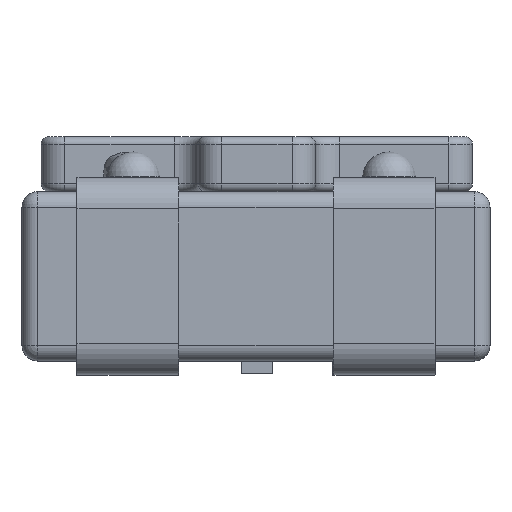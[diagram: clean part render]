
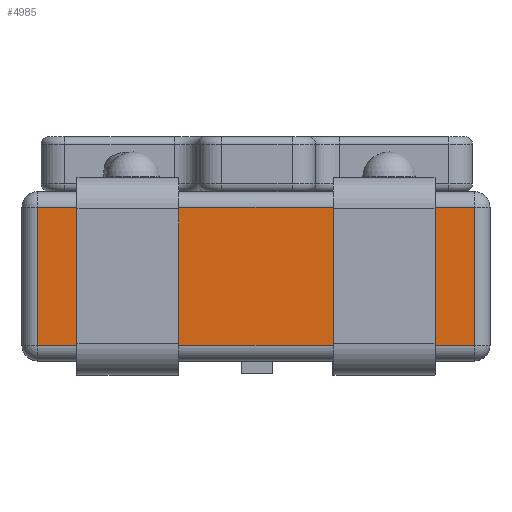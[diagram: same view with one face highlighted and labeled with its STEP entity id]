
A CAD part, front view. The second image highlights one B-rep face of the part: STEP entity #4985.
In plain terms, the highlighted planar face has unit normal (0, -1, 0).
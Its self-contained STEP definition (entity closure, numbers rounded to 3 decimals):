
#554=LINE('',#7444,#868);
#555=LINE('',#7447,#869);
#556=LINE('',#7449,#870);
#557=LINE('',#7451,#871);
#868=VECTOR('',#6106,1000.);
#869=VECTOR('',#6107,1000.);
#870=VECTOR('',#6108,1000.);
#871=VECTOR('',#6109,1000.);
#1286=ORIENTED_EDGE('',*,*,#2718,.T.);
#1287=ORIENTED_EDGE('',*,*,#2719,.T.);
#1288=ORIENTED_EDGE('',*,*,#2720,.T.);
#1289=ORIENTED_EDGE('',*,*,#2721,.T.);
#2718=EDGE_CURVE('',#3430,#3431,#554,.F.);
#2719=EDGE_CURVE('',#3431,#3432,#555,.F.);
#2720=EDGE_CURVE('',#3432,#3433,#556,.T.);
#2721=EDGE_CURVE('',#3433,#3430,#557,.T.);
#3430=VERTEX_POINT('',#7445);
#3431=VERTEX_POINT('',#7446);
#3432=VERTEX_POINT('',#7448);
#3433=VERTEX_POINT('',#7450);
#4063=EDGE_LOOP('',(#1286,#1287,#1288,#1289));
#4449=FACE_BOUND('',#4063,.T.);
#4801=PLANE('',#5440);
#4985=ADVANCED_FACE('',(#4449),#4801,.F.);
#5440=AXIS2_PLACEMENT_3D('',#7443,#6104,#6105);
#6104=DIRECTION('',(0.,1.,0.));
#6105=DIRECTION('',(0.,0.,1.));
#6106=DIRECTION('',(0.,0.,-1.));
#6107=DIRECTION('',(1.,0.,0.));
#6108=DIRECTION('',(0.,0.,-1.));
#6109=DIRECTION('',(1.,0.,0.));
#7443=CARTESIAN_POINT('',(-2.984,-3.343,1.08));
#7444=CARTESIAN_POINT('',(2.784,-3.343,1.08));
#7445=CARTESIAN_POINT('',(2.784,-3.343,-0.88));
#7446=CARTESIAN_POINT('',(2.784,-3.343,0.88));
#7447=CARTESIAN_POINT('',(-2.784,-3.343,0.88));
#7448=CARTESIAN_POINT('',(-2.784,-3.343,0.88));
#7449=CARTESIAN_POINT('',(-2.784,-3.343,1.08));
#7450=CARTESIAN_POINT('',(-2.784,-3.343,-0.88));
#7451=CARTESIAN_POINT('',(-2.984,-3.343,-0.88));
